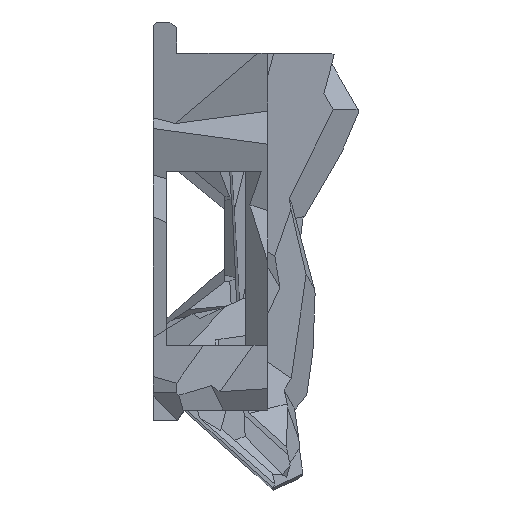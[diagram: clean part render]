
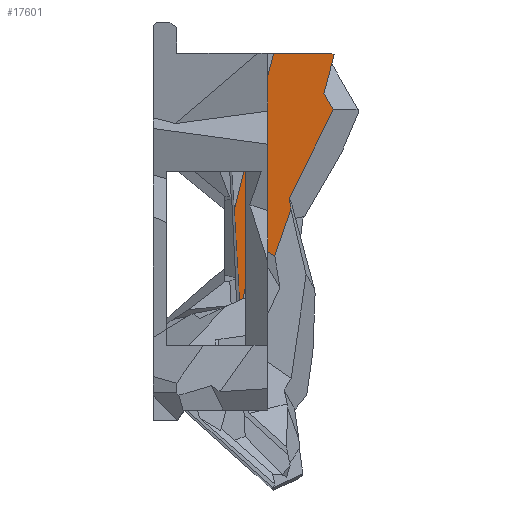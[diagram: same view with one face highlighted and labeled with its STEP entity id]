
A CAD part, left-side view. The second image highlights one B-rep face of the part: STEP entity #17601.
In plain terms, the highlighted planar face has unit normal (-0.997, 0.052, -0.056).
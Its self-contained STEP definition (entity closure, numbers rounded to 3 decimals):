
#24 = ORIENTED_EDGE ( 'NONE', *, *, #10445, .F. ) ;
#339 = LINE ( 'NONE', #8393, #4921 ) ;
#394 = CARTESIAN_POINT ( 'NONE',  ( 25.358, -6.998, 56.699 ) ) ;
#696 = CARTESIAN_POINT ( 'NONE',  ( 27.487, 3.497, 28.515 ) ) ;
#702 = ORIENTED_EDGE ( 'NONE', *, *, #16779, .T. ) ;
#780 = CARTESIAN_POINT ( 'NONE',  ( 25.366, -7.182, 56.382 ) ) ;
#1209 = LINE ( 'NONE', #9328, #12016 ) ;
#1531 = CARTESIAN_POINT ( 'NONE',  ( 26.792, 4.243, 41.61 ) ) ;
#1639 = VECTOR ( 'NONE', #15709, 1000. ) ;
#1998 = DIRECTION ( 'NONE',  ( -0.053, 0.057, 0.997 ) ) ;
#2110 = AXIS2_PLACEMENT_3D ( 'NONE', #17402, #5157, #16070 ) ;
#2221 = EDGE_LOOP ( 'NONE', ( #24, #11530, #13593, #8473, #6060, #7991, #13326, #5273, #6379, #702, #15954 ) ) ;
#2423 = VERTEX_POINT ( 'NONE', #17098 ) ;
#2438 = VERTEX_POINT ( 'NONE', #6192 ) ;
#2992 = EDGE_CURVE ( 'NONE', #2423, #16801, #3367, .T. ) ;
#3088 = LINE ( 'NONE', #394, #4804 ) ;
#3166 = LINE ( 'NONE', #8610, #6672 ) ;
#3367 = LINE ( 'NONE', #14267, #1639 ) ;
#3478 = VECTOR ( 'NONE', #5622, 1000. ) ;
#3941 = CARTESIAN_POINT ( 'NONE',  ( 25.515, -7.812, 53.14 ) ) ;
#3954 = CARTESIAN_POINT ( 'NONE',  ( 25.718, -0.901, 55.972 ) ) ;
#4129 = VERTEX_POINT ( 'NONE', #5961 ) ;
#4398 = EDGE_CURVE ( 'NONE', #16801, #2438, #3088, .T. ) ;
#4400 = VECTOR ( 'NONE', #9385, 1000. ) ;
#4445 = CARTESIAN_POINT ( 'NONE',  ( 26.346, -2.78, 43.009 ) ) ;
#4804 = VECTOR ( 'NONE', #14079, 1000. ) ;
#4921 = VECTOR ( 'NONE', #5803, 1000. ) ;
#5149 = VERTEX_POINT ( 'NONE', #4445 ) ;
#5157 = DIRECTION ( 'NONE',  ( 0.997, -0.052, 0.056 ) ) ;
#5273 = ORIENTED_EDGE ( 'NONE', *, *, #4398, .F. ) ;
#5622 = DIRECTION ( 'NONE',  ( 0.018, 0.871, 0.49 ) ) ;
#5803 = DIRECTION ( 'NONE',  ( -0.067, -0.244, 0.968 ) ) ;
#5961 = CARTESIAN_POINT ( 'NONE',  ( 25.026, -8.2, 61.5 ) ) ;
#6060 = ORIENTED_EDGE ( 'NONE', *, *, #6644, .F. ) ;
#6192 = CARTESIAN_POINT ( 'NONE',  ( 25.42, -8.389, 54.301 ) ) ;
#6307 = VERTEX_POINT ( 'NONE', #1531 ) ;
#6333 = VERTEX_POINT ( 'NONE', #12521 ) ;
#6379 = ORIENTED_EDGE ( 'NONE', *, *, #2992, .F. ) ;
#6499 = PLANE ( 'NONE',  #2110 ) ;
#6632 = LINE ( 'NONE', #10551, #12689 ) ;
#6644 = EDGE_CURVE ( 'NONE', #6333, #9020, #13947, .T. ) ;
#6672 = VECTOR ( 'NONE', #1998, 1000. ) ;
#7407 = LINE ( 'NONE', #12856, #3478 ) ;
#7991 = ORIENTED_EDGE ( 'NONE', *, *, #15207, .F. ) ;
#8254 = EDGE_CURVE ( 'NONE', #9364, #4129, #9542, .T. ) ;
#8393 = CARTESIAN_POINT ( 'NONE',  ( 25.802, 0.643, 55.908 ) ) ;
#8473 = ORIENTED_EDGE ( 'NONE', *, *, #8882, .T. ) ;
#8610 = CARTESIAN_POINT ( 'NONE',  ( 27.635, 3.338, 25.731 ) ) ;
#8882 = EDGE_CURVE ( 'NONE', #9802, #9020, #1209, .T. ) ;
#9020 = VERTEX_POINT ( 'NONE', #13797 ) ;
#9328 = CARTESIAN_POINT ( 'NONE',  ( 26.874, -0.029, 36.173 ) ) ;
#9364 = VERTEX_POINT ( 'NONE', #10919 ) ;
#9385 = DIRECTION ( 'NONE',  ( 0.073, 0.444, -0.893 ) ) ;
#9399 = DIRECTION ( 'NONE',  ( 0.048, -0.143, -0.989 ) ) ;
#9468 = VECTOR ( 'NONE', #9399, 1000. ) ;
#9542 = LINE ( 'NONE', #9814, #17153 ) ;
#9802 = VERTEX_POINT ( 'NONE', #12661 ) ;
#9814 = CARTESIAN_POINT ( 'NONE',  ( 25.25, -3.924, 61.5 ) ) ;
#10321 = DIRECTION ( 'NONE',  ( -0.019, -0.877, -0.48 ) ) ;
#10445 = EDGE_CURVE ( 'NONE', #6307, #9364, #339, .T. ) ;
#10551 = CARTESIAN_POINT ( 'NONE',  ( 26.64, 0.783, 41.095 ) ) ;
#10747 = LINE ( 'NONE', #3954, #9468 ) ;
#10919 = CARTESIAN_POINT ( 'NONE',  ( 25.415, -0.765, 61.5 ) ) ;
#11530 = ORIENTED_EDGE ( 'NONE', *, *, #16533, .F. ) ;
#12016 = VECTOR ( 'NONE', #10321, 1000. ) ;
#12300 = FACE_OUTER_BOUND ( 'NONE', #2221, .T. ) ;
#12521 = CARTESIAN_POINT ( 'NONE',  ( 26.413, -2.979, 41.635 ) ) ;
#12661 = CARTESIAN_POINT ( 'NONE',  ( 26.91, 1.647, 37.089 ) ) ;
#12689 = VECTOR ( 'NONE', #15923, 1000. ) ;
#12856 = CARTESIAN_POINT ( 'NONE',  ( 24.901, -14.261, 58.09 ) ) ;
#12988 = EDGE_CURVE ( 'NONE', #2438, #5149, #13241, .T. ) ;
#13003 = EDGE_CURVE ( 'NONE', #9802, #16973, #6632, .T. ) ;
#13088 = VECTOR ( 'NONE', #16724, 1000. ) ;
#13241 = LINE ( 'NONE', #3941, #4400 ) ;
#13326 = ORIENTED_EDGE ( 'NONE', *, *, #12988, .F. ) ;
#13593 = ORIENTED_EDGE ( 'NONE', *, *, #13003, .F. ) ;
#13797 = CARTESIAN_POINT ( 'NONE',  ( 26.854, -0.924, 35.684 ) ) ;
#13856 = CARTESIAN_POINT ( 'NONE',  ( 26.431, -2.894, 41.387 ) ) ;
#13947 = LINE ( 'NONE', #13856, #13088 ) ;
#14079 = DIRECTION ( 'NONE',  ( 0.022, -0.502, -0.865 ) ) ;
#14267 = CARTESIAN_POINT ( 'NONE',  ( 25.152, -8.001, 59.438 ) ) ;
#15207 = EDGE_CURVE ( 'NONE', #5149, #6333, #10747, .T. ) ;
#15277 = DIRECTION ( 'NONE',  ( -0.052, -0.999, 0. ) ) ;
#15709 = DIRECTION ( 'NONE',  ( 0.068, 0.258, -0.964 ) ) ;
#15923 = DIRECTION ( 'NONE',  ( 0.066, 0.21, -0.975 ) ) ;
#15954 = ORIENTED_EDGE ( 'NONE', *, *, #8254, .F. ) ;
#16070 = DIRECTION ( 'NONE',  ( 0., -0.731, -0.682 ) ) ;
#16533 = EDGE_CURVE ( 'NONE', #16973, #6307, #3166, .T. ) ;
#16724 = DIRECTION ( 'NONE',  ( 0.07, 0.326, -0.943 ) ) ;
#16779 = EDGE_CURVE ( 'NONE', #2423, #4129, #7407, .T. ) ;
#16801 = VERTEX_POINT ( 'NONE', #780 ) ;
#16973 = VERTEX_POINT ( 'NONE', #696 ) ;
#17098 = CARTESIAN_POINT ( 'NONE',  ( 25.02, -8.507, 61.327 ) ) ;
#17153 = VECTOR ( 'NONE', #15277, 1000. ) ;
#17402 = CARTESIAN_POINT ( 'NONE',  ( 25.873, -3.598, 50.688 ) ) ;
#17601 = ADVANCED_FACE ( 'NONE', ( #12300 ), #6499, .F. ) ;
